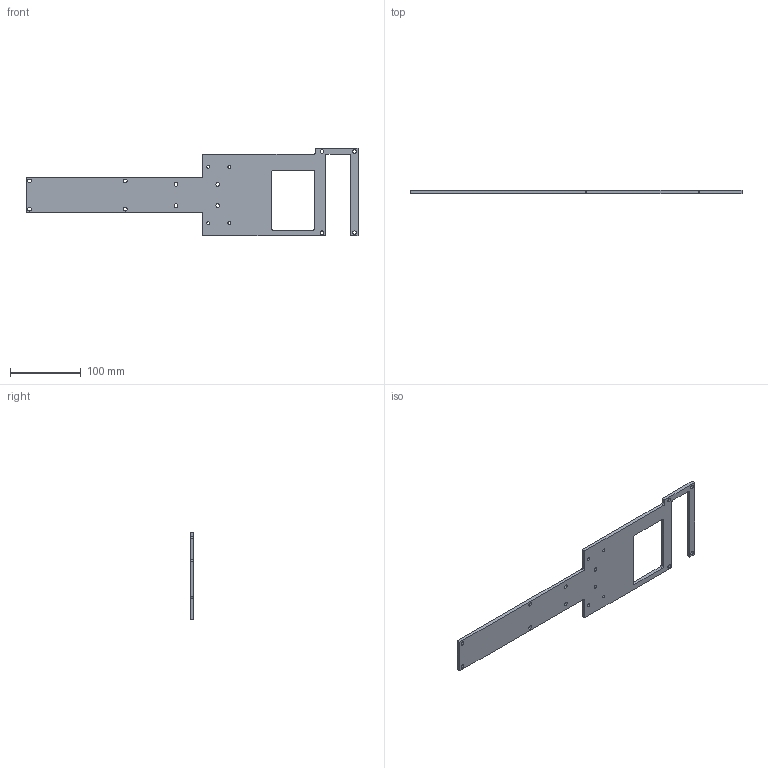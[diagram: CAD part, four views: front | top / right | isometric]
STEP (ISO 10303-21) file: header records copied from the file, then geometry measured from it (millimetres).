
FILE_DESCRIPTION (( 'STEP AP214' ), '1' );
FILE_NAME ('5-PlateauSupportSupérieur.STEP', '2022-08-15T18:27:13', ( '' ), ( '' ), 'SwSTEP 2.0', 'SolidWorks 2019', '' );
FILE_SCHEMA (( 'AUTOMOTIVE_DESIGN' ));
Length unit declared in the file: millimetre
Products named in the file (1): 5-PlateauSupportSupérieur
Bounding box: 470 x 5 x 124.5 mm (x, y, z)
Volume: 144797.8 mm3; surface area: 67693.4 mm2
Topology: 1 solids, 1 shells, 61 faces, 177 edges, 118 vertices
Faces by surface type: cylinder 41, plane 20
Entity records: 2243 total; most frequent: DIRECTION 383, CARTESIAN_POINT 357, ORIENTED_EDGE 354, EDGE_CURVE 177, AXIS2_PLACEMENT_3D 144, VERTEX_POINT 118, EDGE_LOOP 95, VECTOR 95
